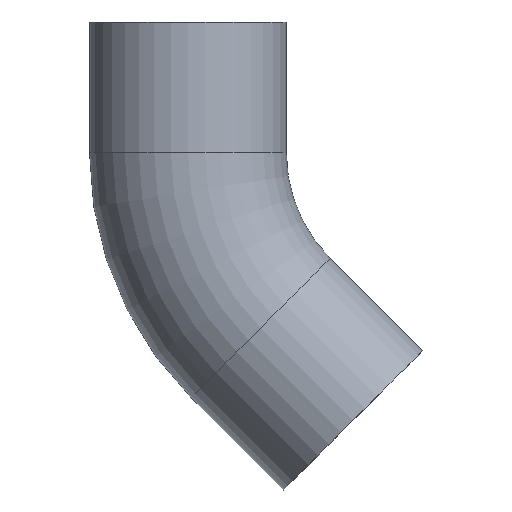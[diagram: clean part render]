
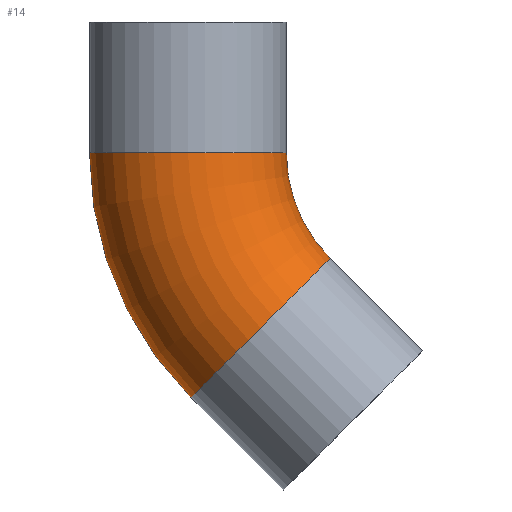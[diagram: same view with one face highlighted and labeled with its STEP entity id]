
A CAD part, front view. The second image highlights one B-rep face of the part: STEP entity #14.
In plain terms, the highlighted toroidal (fillet/blend) face has major radius 76 mm and minor radius 30.15 mm.
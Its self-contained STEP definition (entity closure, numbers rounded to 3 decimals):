
#2 = VERTEX_POINT ( 'NONE', #422 ) ;
#14 = ADVANCED_FACE ( 'NONE', ( #352 ), #196, .T. ) ;
#28 = VERTEX_POINT ( 'NONE', #104 ) ;
#45 = CARTESIAN_POINT ( 'NONE',  ( -45.85, 0., 0. ) ) ;
#53 = EDGE_CURVE ( 'NONE', #2, #202, #58, .T. ) ;
#58 = CIRCLE ( 'NONE', #116, 30.15 ) ;
#59 = DIRECTION ( 'NONE',  ( -0.707, 0., 0.707 ) ) ;
#66 = CARTESIAN_POINT ( 'NONE',  ( 0., 0., 0. ) ) ;
#69 = ORIENTED_EDGE ( 'NONE', *, *, #189, .T. ) ;
#76 = DIRECTION ( 'NONE',  ( 0., 1., 0. ) ) ;
#104 = CARTESIAN_POINT ( 'NONE',  ( -32.421, 0., -32.421 ) ) ;
#108 = AXIS2_PLACEMENT_3D ( 'NONE', #317, #76, #395 ) ;
#116 = AXIS2_PLACEMENT_3D ( 'NONE', #208, #175, #308 ) ;
#118 = DIRECTION ( 'NONE',  ( 0., 0., 1. ) ) ;
#131 = CARTESIAN_POINT ( 'NONE',  ( -53.74, 0., -53.74 ) ) ;
#142 = DIRECTION ( 'NONE',  ( 0., 1., 0. ) ) ;
#159 = CARTESIAN_POINT ( 'NONE',  ( -75.059, 0., -75.059 ) ) ;
#165 = DIRECTION ( 'NONE',  ( 0.707, 0., 0.707 ) ) ;
#168 = VERTEX_POINT ( 'NONE', #159 ) ;
#175 = DIRECTION ( 'NONE',  ( 0., 0., 1. ) ) ;
#189 = EDGE_CURVE ( 'NONE', #28, #202, #257, .T. ) ;
#196 = TOROIDAL_SURFACE ( 'NONE', #440, 76., 30.15 ) ;
#202 = VERTEX_POINT ( 'NONE', #45 ) ;
#208 = CARTESIAN_POINT ( 'NONE',  ( -76., 0., 0. ) ) ;
#221 = EDGE_CURVE ( 'NONE', #168, #2, #332, .T. ) ;
#245 = EDGE_LOOP ( 'NONE', ( #444, #248, #69, #411 ) ) ;
#248 = ORIENTED_EDGE ( 'NONE', *, *, #336, .T. ) ;
#257 = CIRCLE ( 'NONE', #393, 45.85 ) ;
#290 = AXIS2_PLACEMENT_3D ( 'NONE', #131, #59, #165 ) ;
#308 = DIRECTION ( 'NONE',  ( 1., 0., 0. ) ) ;
#316 = DIRECTION ( 'NONE',  ( 0., 0., 1. ) ) ;
#317 = CARTESIAN_POINT ( 'NONE',  ( 0., 0., 0. ) ) ;
#332 = CIRCLE ( 'NONE', #108, 106.15 ) ;
#336 = EDGE_CURVE ( 'NONE', #168, #28, #361, .T. ) ;
#352 = FACE_OUTER_BOUND ( 'NONE', #245, .T. ) ;
#359 = DIRECTION ( 'NONE',  ( 0., 1., 0. ) ) ;
#361 = CIRCLE ( 'NONE', #290, 30.15 ) ;
#362 = CARTESIAN_POINT ( 'NONE',  ( 0., 0., 0. ) ) ;
#393 = AXIS2_PLACEMENT_3D ( 'NONE', #362, #359, #118 ) ;
#395 = DIRECTION ( 'NONE',  ( 0., 0., 1. ) ) ;
#411 = ORIENTED_EDGE ( 'NONE', *, *, #53, .F. ) ;
#422 = CARTESIAN_POINT ( 'NONE',  ( -106.15, 0., 0. ) ) ;
#440 = AXIS2_PLACEMENT_3D ( 'NONE', #66, #142, #316 ) ;
#444 = ORIENTED_EDGE ( 'NONE', *, *, #221, .F. ) ;
